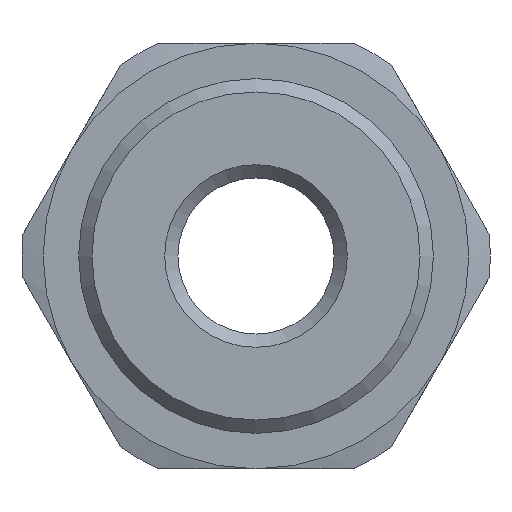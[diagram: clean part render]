
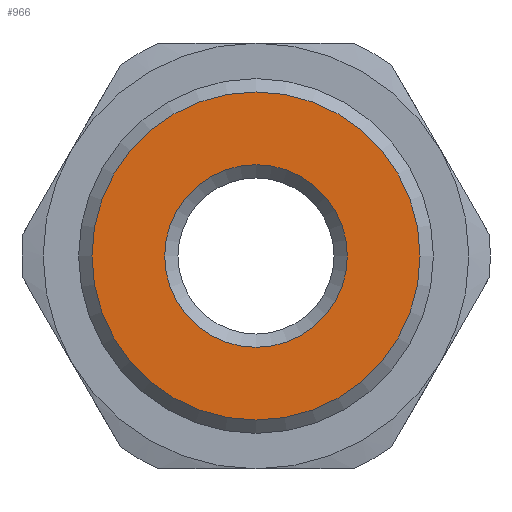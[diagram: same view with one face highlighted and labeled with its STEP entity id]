
A CAD part, left-side view. The second image highlights one B-rep face of the part: STEP entity #966.
In plain terms, the highlighted planar face has unit normal (-1, 0, 0).
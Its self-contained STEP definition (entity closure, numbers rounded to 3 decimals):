
#231 = CARTESIAN_POINT ( 'NONE',  ( 0., 0., -5.15 ) ) ;
#233 = CARTESIAN_POINT ( 'NONE',  ( 0., 0., -9.25 ) ) ;
#279 = FACE_OUTER_BOUND ( 'NONE', #1373, .T. ) ;
#290 = FACE_BOUND ( 'NONE', #1199, .T. ) ;
#377 = CIRCLE ( 'NONE', #1007, 5.15 ) ;
#387 = CIRCLE ( 'NONE', #1003, 9.25 ) ;
#496 = EDGE_CURVE ( 'NONE', #1653, #1653, #387, .T. ) ;
#499 = EDGE_CURVE ( 'NONE', #1652, #1652, #377, .T. ) ;
#966 = ADVANCED_FACE ( 'NONE', ( #279, #290 ), #1046, .F. ) ;
#1003 = AXIS2_PLACEMENT_3D ( 'NONE', #1459, #1457, #1456 ) ;
#1007 = AXIS2_PLACEMENT_3D ( 'NONE', #1450, #1448, #1445 ) ;
#1044 = DIRECTION ( 'NONE',  ( 0., 0., -1. ) ) ;
#1046 = PLANE ( 'NONE',  #1539 ) ;
#1053 = CARTESIAN_POINT ( 'NONE',  ( 0., 0., 0. ) ) ;
#1056 = DIRECTION ( 'NONE',  ( 1., 0., 0. ) ) ;
#1140 = ORIENTED_EDGE ( 'NONE', *, *, #499, .T. ) ;
#1199 = EDGE_LOOP ( 'NONE', ( #1140 ) ) ;
#1373 = EDGE_LOOP ( 'NONE', ( #1442 ) ) ;
#1442 = ORIENTED_EDGE ( 'NONE', *, *, #496, .T. ) ;
#1445 = DIRECTION ( 'NONE',  ( 0., 0., -1. ) ) ;
#1448 = DIRECTION ( 'NONE',  ( 1., 0., 0. ) ) ;
#1450 = CARTESIAN_POINT ( 'NONE',  ( 0., 0., 0. ) ) ;
#1456 = DIRECTION ( 'NONE',  ( 0., 0., -1. ) ) ;
#1457 = DIRECTION ( 'NONE',  ( -1., 0., 0. ) ) ;
#1459 = CARTESIAN_POINT ( 'NONE',  ( 0., 0., 0. ) ) ;
#1539 = AXIS2_PLACEMENT_3D ( 'NONE', #1053, #1056, #1044 ) ;
#1652 = VERTEX_POINT ( 'NONE', #231 ) ;
#1653 = VERTEX_POINT ( 'NONE', #233 ) ;
